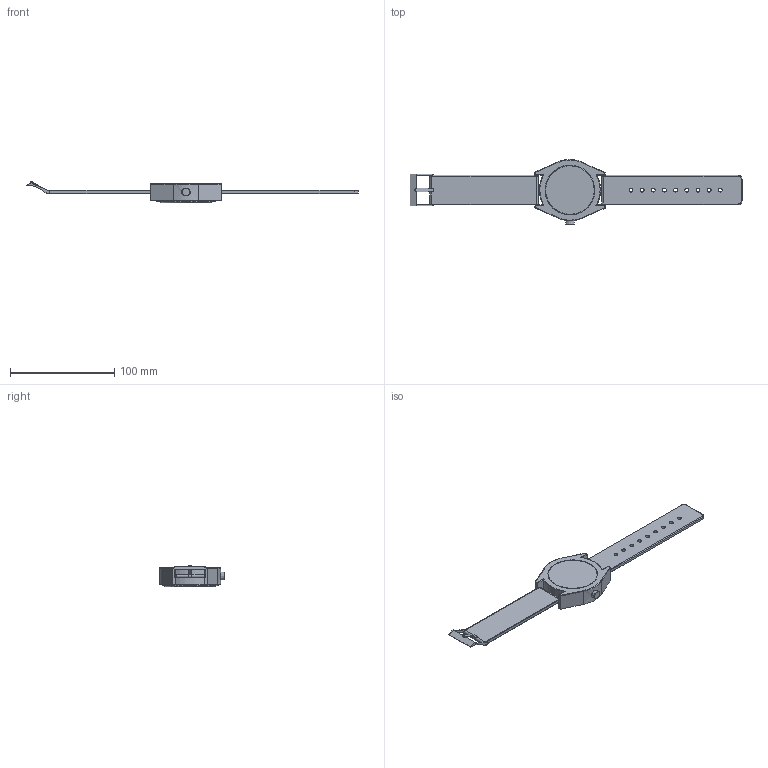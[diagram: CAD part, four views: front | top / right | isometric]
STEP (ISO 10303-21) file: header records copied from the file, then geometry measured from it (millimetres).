
FILE_DESCRIPTION(('FreeCAD Model'),'2;1');
FILE_NAME('Open CASCADE Shape Model','2025-04-27T18:15:10',('FreeCAD'),( 'FreeCAD'),'Open CASCADE STEP processor 7.6','FreeCAD','Unknown');
FILE_SCHEMA(('AUTOMOTIVE_DESIGN { 1 0 10303 214 1 1 1 1 }'));
Products named in the file (1): Open CASCADE STEP translator 7.6 1
Bounding box: 318.99 x 62.54 x 21.04 mm (x, y, z)
Volume: 77212 mm3; surface area: 41216.5 mm2
Topology: 11 solids, 12 shells, 2613 faces, 7563 edges, 5025 vertices
Faces by surface type: bspline 2613
Entity records: 104338 total; most frequent: CARTESIAN_POINT 58613, ORIENTED_EDGE 15126, EDGE_CURVE 7563, B_SPLINE_CURVE_WITH_KNOTS 7421, VERTEX_POINT 5025, FACE_BOUND 2702, EDGE_LOOP 2702, ADVANCED_FACE 2613
